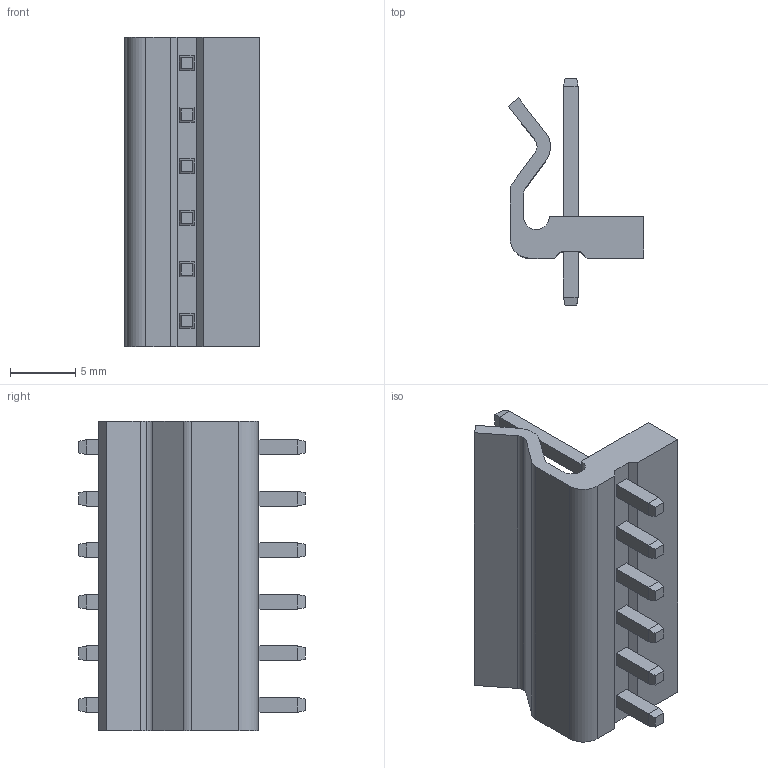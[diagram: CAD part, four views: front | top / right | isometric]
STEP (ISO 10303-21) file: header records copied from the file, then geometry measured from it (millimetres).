
FILE_DESCRIPTION (( 'STEP AP214' ), '1' );
FILE_NAME ('User Library-PWL-6.STEP', '2017-08-21T13:37:46', ( 'Windows User' ), ( '' ), 'SwSTEP 2.0', 'SolidWorks 2017', '' );
FILE_SCHEMA (( 'AUTOMOTIVE_DESIGN' ));
Length unit declared in the file: millimetre
Products named in the file (1): User Library-PWL-6
Bounding box: 10.4 x 17.4 x 23.76 mm (x, y, z)
Volume: 1064.5 mm3; surface area: 1618.1 mm2
Topology: 1 solids, 1 shells, 132 faces, 306 edges, 188 vertices
Faces by surface type: plane 124, cylinder 8
Entity records: 5108 total; most frequent: CARTESIAN_POINT 627, ORIENTED_EDGE 612, DIRECTION 588, EDGE_CURVE 306, LINE 290, VECTOR 290, VERTEX_POINT 188, AXIS2_PLACEMENT_3D 149
